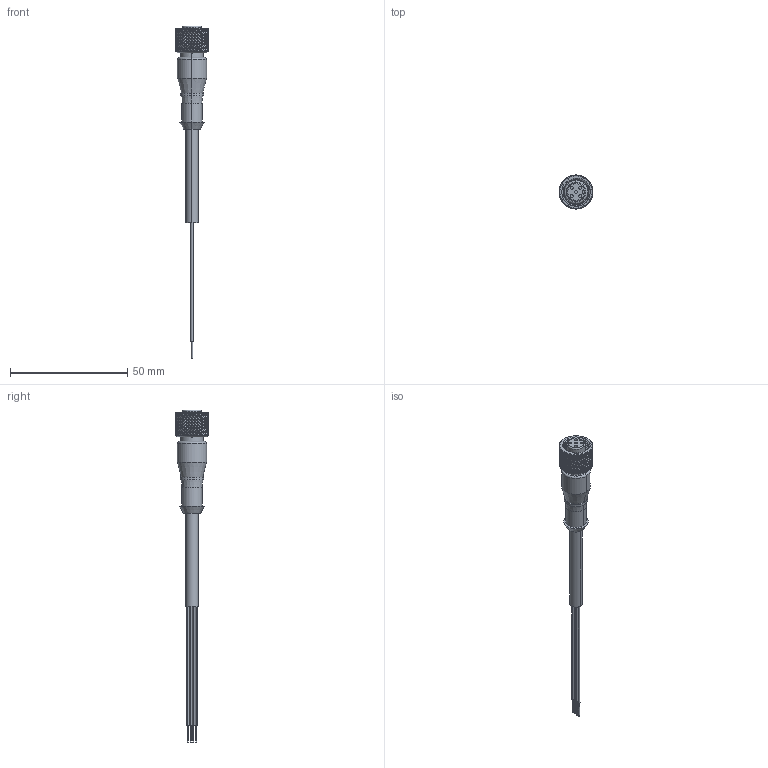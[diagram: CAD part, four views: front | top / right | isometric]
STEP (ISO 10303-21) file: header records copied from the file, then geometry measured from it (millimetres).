
FILE_DESCRIPTION((''),'2;1');
FILE_NAME('218958_ASM','2020-09-15T14:41:21',('PDMAdmin'),('BANNER ENGINEERING'),'CREO PARAMETRIC BY PTC INC, 2019292','CREO PARAMETRIC BY PTC INC, 2019292','');
FILE_SCHEMA(('CONFIG_CONTROL_DESIGN'));
Products named in the file (10): 134203; 145997_HSG; 306-00249; 307-00176; 145997_ASM; 134569; 134568; CABLE_521_4COND_45136; 205937_ASM; 218958_ASM
Assembly tree (12 placements, depth 4):
  218958_ASM
    205937_ASM
      134203
      145997_ASM
        145997_HSG
        306-00249  x4
        307-00176
      134569
      134568
      CABLE_521_4COND_45136
Bounding box: 14.5 x 14.5 x 141.7 mm (x, y, z)
Volume: 4483 mm3; surface area: 6465.5 mm2
Topology: 10 solids, 10 shells, 3942 faces, 8464 edges, 4576 vertices
Faces by surface type: bspline 2557, cylinder 863, plane 473, torus 35, cone 14
Entity records: 202661 total; most frequent: CARTESIAN_POINT 142942, ORIENTED_EDGE 16190, EDGE_CURVE 8095, B_SPLINE_CURVE_WITH_KNOTS 6549, DIRECTION 4694, VERTEX_POINT 4354, EDGE_LOOP 3839, FACE_OUTER_BOUND 3789
